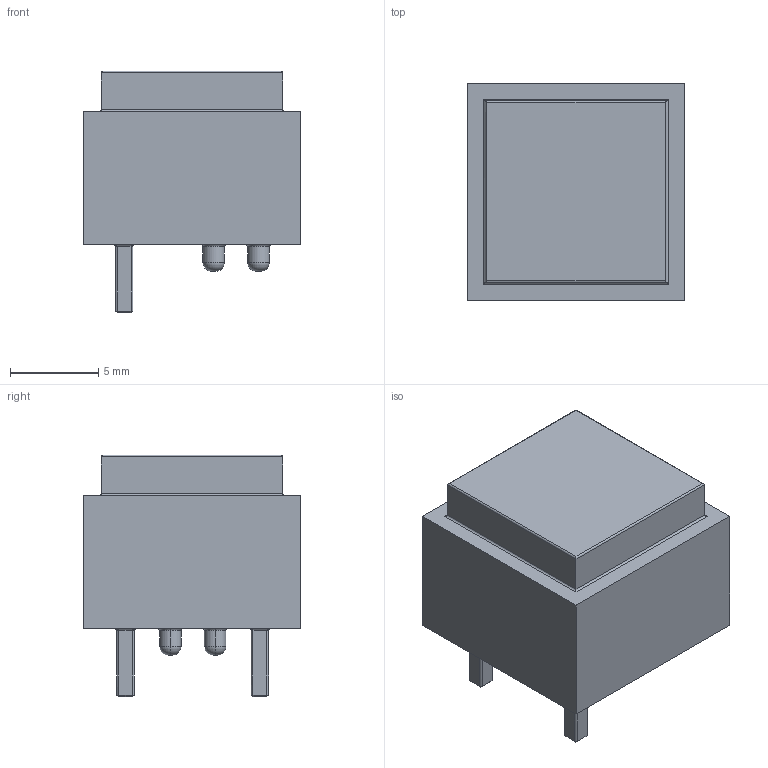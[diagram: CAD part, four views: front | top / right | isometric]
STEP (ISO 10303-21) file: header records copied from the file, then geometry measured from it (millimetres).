
FILE_DESCRIPTION (( 'STEP AP214' ), '1' );
FILE_NAME ('CKN4078-ND.STEP', '2020-10-19T20:50:11', ( '' ), ( '' ), 'SwSTEP 2.0', 'SolidWorks 2019', '' );
FILE_SCHEMA (( 'AUTOMOTIVE_DESIGN' ));
Length unit declared in the file: inch
Products named in the file (1): CKN4078-ND
Bounding box: 12.32 x 12.32 x 13.72 mm (x, y, z)
Volume: 1402.5 mm3; surface area: 805 mm2
Topology: 1 solids, 1 shells, 75 faces, 172 edges, 96 vertices
Faces by surface type: plane 31, cylinder 28, torus 8, bspline 8
Entity records: 3157 total; most frequent: CARTESIAN_POINT 640, ORIENTED_EDGE 328, DIRECTION 292, EDGE_CURVE 164, AXIS2_PLACEMENT_3D 100, VERTEX_POINT 96, LINE 92, VECTOR 92
